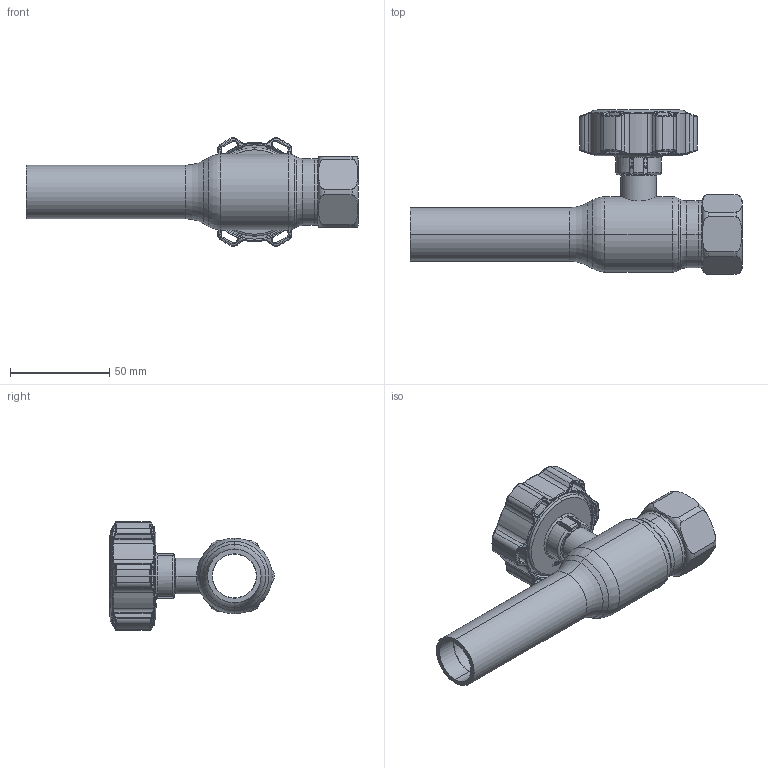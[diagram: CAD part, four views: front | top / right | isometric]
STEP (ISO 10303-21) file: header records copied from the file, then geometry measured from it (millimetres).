
FILE_DESCRIPTION (( 'STEP AP214' ), '1' );
FILE_NAME ('1020003600-2201.step', '2023-09-18T09:33:48', ( '' ), ( '' ), 'SwSTEP 2.0', 'SolidWorks 2021', '' );
FILE_SCHEMA (( 'AUTOMOTIVE_DESIGN' ));
Length unit declared in the file: millimetre
Products named in the file (1): 1020003600-2201
Bounding box: 167 x 82.59 x 54.57 mm (x, y, z)
Surface area: 40148.6 mm2 (no closed solid volume)
Topology: 0 solids, 7 shells, 513 faces, 1470 edges, 943 vertices
Faces by surface type: bspline 166, cylinder 134, plane 84, torus 83, cone 46
Entity records: 31802 total; most frequent: CARTESIAN_POINT 14263, ORIENTED_EDGE 2642, DIRECTION 2109, EDGE_CURVE 1470, VERTEX_POINT 943, AXIS2_PLACEMENT_3D 852, EDGE_LOOP 546, B_SPLINE_CURVE_WITH_KNOTS 531
